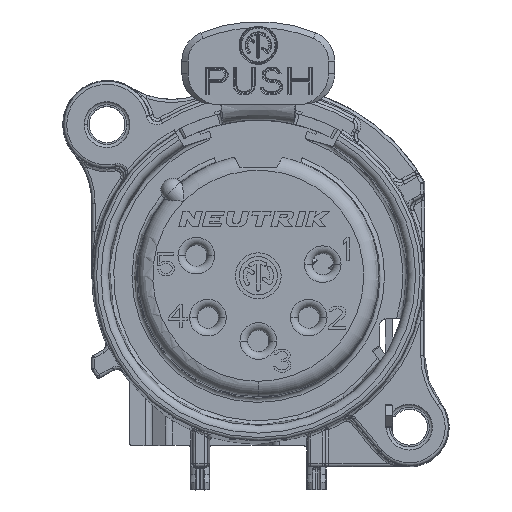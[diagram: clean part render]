
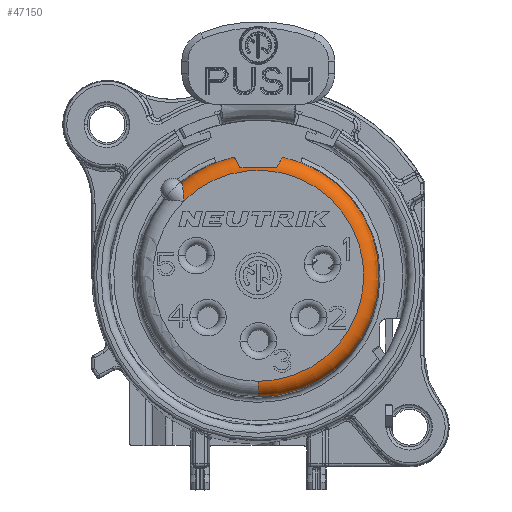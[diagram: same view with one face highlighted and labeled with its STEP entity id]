
A CAD part, top view. The second image highlights one B-rep face of the part: STEP entity #47150.
In plain terms, the highlighted toroidal (fillet/blend) face has major radius 6.905 mm and minor radius 1 mm.
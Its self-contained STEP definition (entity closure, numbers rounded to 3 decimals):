
#10831=CARTESIAN_POINT('',(0.,0.,2.7));
#10832=DIRECTION('',(0.,0.,1.));
#10833=DIRECTION('',(0.,-1.,0.));
#10834=AXIS2_PLACEMENT_3D('',#10831,#10832,#10833);
#10836=CARTESIAN_POINT('',(-4.883,4.883,
2.7));
#10837=CARTESIAN_POINT('',(-4.891,4.994,
2.7));
#10838=CARTESIAN_POINT('',(-4.904,5.206,
2.679));
#10839=CARTESIAN_POINT('',(-4.922,5.488,
2.595));
#10840=CARTESIAN_POINT('',(-4.938,5.717,
2.471));
#10841=CARTESIAN_POINT('',(-4.957,5.899,
2.313));
#10842=CARTESIAN_POINT('',(-4.981,6.023,
2.129));
#10843=CARTESIAN_POINT('',(-5.001,6.062,
2.009));
#10844=CARTESIAN_POINT('',(-5.012,6.072,
1.95));
#10846=CARTESIAN_POINT('',(-5.012,6.072,
1.95));
#10847=CARTESIAN_POINT('',(-5.019,6.08,
1.91));
#10848=CARTESIAN_POINT('',(-5.03,6.091,
1.829));
#10849=CARTESIAN_POINT('',(-5.034,6.095,
1.747));
#10850=CARTESIAN_POINT('',(-5.034,6.095,
1.705));
#10852=CARTESIAN_POINT('',(0.,0.,1.705));
#10853=DIRECTION('',(0.,0.,-1.));
#10854=DIRECTION('',(-0.637,0.771,0.));
#10855=AXIS2_PLACEMENT_3D('',#10852,#10853,#10854);
#10857=CARTESIAN_POINT('',(0.,0.,1.705));
#10858=DIRECTION('',(0.,0.,-1.));
#10859=DIRECTION('',(-0.335,0.942,0.));
#10860=AXIS2_PLACEMENT_3D('',#10857,#10858,#10859);
#10862=CARTESIAN_POINT('',(-1.2,7.1,2.655));
#10863=CARTESIAN_POINT('',(-1.244,7.176,
2.63));
#10864=CARTESIAN_POINT('',(-1.325,7.316,
2.561));
#10865=CARTESIAN_POINT('',(-1.43,7.499,
2.401));
#10866=CARTESIAN_POINT('',(-1.511,7.639,
2.195));
#10867=CARTESIAN_POINT('',(-1.563,7.728,
1.949));
#10868=CARTESIAN_POINT('',(-1.573,7.747,
1.788));
#10869=CARTESIAN_POINT('',(-1.574,7.747,
1.705));
#10871=CARTESIAN_POINT('',(-1.2,7.1,2.655));
#10872=CARTESIAN_POINT('',(-0.94,7.1,2.669));
#10873=CARTESIAN_POINT('',(-0.415,7.1,2.682));
#10874=CARTESIAN_POINT('',(0.415,7.1,2.682));
#10875=CARTESIAN_POINT('',(0.94,7.1,2.669));
#10876=CARTESIAN_POINT('',(1.2,7.1,2.655));
#10878=CARTESIAN_POINT('',(1.574,7.747,1.705));
#10879=CARTESIAN_POINT('',(1.573,7.747,1.787));
#10880=CARTESIAN_POINT('',(1.563,7.729,1.948));
#10881=CARTESIAN_POINT('',(1.511,7.639,2.196));
#10882=CARTESIAN_POINT('',(1.431,7.499,2.4));
#10883=CARTESIAN_POINT('',(1.325,7.316,2.561));
#10884=CARTESIAN_POINT('',(1.244,7.176,2.63));
#10885=CARTESIAN_POINT('',(1.2,7.1,2.655));
#10887=CARTESIAN_POINT('',(0.,0.,1.705));
#10888=DIRECTION('',(0.,0.,-1.));
#10889=DIRECTION('',(0.199,0.98,0.));
#10890=AXIS2_PLACEMENT_3D('',#10887,#10888,#10889);
#10892=CARTESIAN_POINT('',(0.,0.,1.705));
#10893=DIRECTION('',(0.,0.,-1.));
#10894=DIRECTION('',(0.335,0.942,0.));
#10895=AXIS2_PLACEMENT_3D('',#10892,#10893,#10894);
#10897=CARTESIAN_POINT('',(0.,-6.905,1.7));
#10898=DIRECTION('',(1.,0.,0.));
#10899=DIRECTION('',(0.,0.,1.));
#10900=AXIS2_PLACEMENT_3D('',#10897,#10898,#10899);
#27050=CARTESIAN_POINT('',(0.,-6.905,2.7));
#27051=CARTESIAN_POINT('',(0.,-7.905,1.705));
#27052=VERTEX_POINT('',#27050);
#27053=VERTEX_POINT('',#27051);
#27054=VERTEX_POINT('',#10862);
#27055=VERTEX_POINT('',#10869);
#27056=VERTEX_POINT('',#10878);
#27057=VERTEX_POINT('',#10885);
#27074=CARTESIAN_POINT('',(2.649,7.448,1.705));
#27075=VERTEX_POINT('',#27074);
#27080=CARTESIAN_POINT('',(-2.649,7.448,
1.705));
#27081=VERTEX_POINT('',#27080);
#27089=CARTESIAN_POINT('',(-5.034,6.095,
1.705));
#27091=VERTEX_POINT('',#27089);
#27098=VERTEX_POINT('',#10846);
#27099=VERTEX_POINT('',#10836);
#47122=CARTESIAN_POINT('',(0.,0.,1.7));
#47123=DIRECTION('',(0.,0.,1.));
#47124=DIRECTION('',(0.,-1.,0.));
#47125=AXIS2_PLACEMENT_3D('',#47122,#47123,#47124);
#47126=TOROIDAL_SURFACE('',#47125,6.905,1.);
#47127=ORIENTED_EDGE('',*,*,#46548,.T.);
#47129=ORIENTED_EDGE('',*,*,#47128,.T.);
#47131=ORIENTED_EDGE('',*,*,#47130,.T.);
#47133=ORIENTED_EDGE('',*,*,#47132,.T.);
#47135=ORIENTED_EDGE('',*,*,#47134,.T.);
#47137=ORIENTED_EDGE('',*,*,#47136,.F.);
#47139=ORIENTED_EDGE('',*,*,#47138,.T.);
#47141=ORIENTED_EDGE('',*,*,#47140,.F.);
#47143=ORIENTED_EDGE('',*,*,#47142,.T.);
#47145=ORIENTED_EDGE('',*,*,#47144,.T.);
#47147=ORIENTED_EDGE('',*,*,#47146,.F.);
#47148=EDGE_LOOP('',(#47127,#47129,#47131,#47133,#47135,#47137,#47139,#47141,
#47143,#47145,#47147));
#47149=FACE_OUTER_BOUND('',#47148,.F.);
#47150=ADVANCED_FACE('',(#47149),#47126,.T.);
#10835=CIRCLE('',#10834,6.905);
#10845=B_SPLINE_CURVE_WITH_KNOTS('',3,(#10836,#10837,#10838,#10839,#10840,
#10841,#10842,#10843,#10844),.UNSPECIFIED.,.F.,.F.,(4,1,1,1,1,1,4),(0.,
0.167,0.333,0.5,0.667,0.833,
1.),.UNSPECIFIED.);
#10851=B_SPLINE_CURVE_WITH_KNOTS('',3,(#10846,#10847,#10848,#10849,#10850),
.UNSPECIFIED.,.F.,.F.,(4,1,4),(0.,0.5,1.),.UNSPECIFIED.);
#10856=CIRCLE('',#10855,7.905);
#10861=CIRCLE('',#10860,7.905);
#10870=B_SPLINE_CURVE_WITH_KNOTS('',3,(#10862,#10863,#10864,#10865,#10866,
#10867,#10868,#10869),.UNSPECIFIED.,.F.,.F.,(4,1,1,1,1,4),(0.,0.2,0.4,
0.6,0.8,1.),.UNSPECIFIED.);
#10877=B_SPLINE_CURVE_WITH_KNOTS('',3,(#10871,#10872,#10873,#10874,#10875,
#10876),.UNSPECIFIED.,.F.,.F.,(4,1,1,4),(0.,0.333,
0.667,1.),.UNSPECIFIED.);
#10886=B_SPLINE_CURVE_WITH_KNOTS('',3,(#10878,#10879,#10880,#10881,#10882,
#10883,#10884,#10885),.UNSPECIFIED.,.F.,.F.,(4,1,1,1,1,4),(0.,0.2,0.4,
0.6,0.8,1.),.UNSPECIFIED.);
#10891=CIRCLE('',#10890,7.905);
#10896=CIRCLE('',#10895,7.905);
#10901=CIRCLE('',#10900,1.);
#46548=EDGE_CURVE('',#27052,#27099,#10835,.T.);
#47128=EDGE_CURVE('',#27099,#27098,#10845,.T.);
#47130=EDGE_CURVE('',#27098,#27091,#10851,.T.);
#47132=EDGE_CURVE('',#27091,#27081,#10856,.T.);
#47134=EDGE_CURVE('',#27081,#27055,#10861,.T.);
#47136=EDGE_CURVE('',#27054,#27055,#10870,.T.);
#47138=EDGE_CURVE('',#27054,#27057,#10877,.T.);
#47140=EDGE_CURVE('',#27056,#27057,#10886,.T.);
#47142=EDGE_CURVE('',#27056,#27075,#10891,.T.);
#47144=EDGE_CURVE('',#27075,#27053,#10896,.T.);
#47146=EDGE_CURVE('',#27052,#27053,#10901,.T.);
